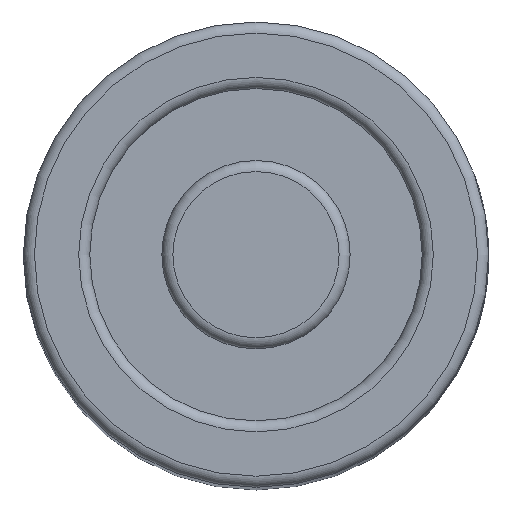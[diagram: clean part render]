
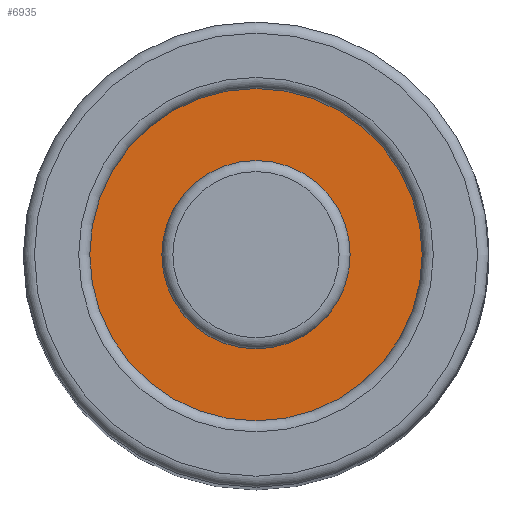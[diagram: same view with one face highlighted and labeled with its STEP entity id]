
A CAD part, top view. The second image highlights one B-rep face of the part: STEP entity #6935.
In plain terms, the highlighted planar face has unit normal (0, 0, 1).
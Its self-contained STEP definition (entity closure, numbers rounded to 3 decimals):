
#36=FACE_BOUND('',#1746,.T.);
#1344=FACE_OUTER_BOUND('',#1745,.T.);
#1745=EDGE_LOOP('',(#6486));
#1746=EDGE_LOOP('',(#6487,#6488));
#2583=CIRCLE('',#7138,7.5);
#2587=CIRCLE('',#7144,4.25);
#2588=CIRCLE('',#7145,4.25);
#3294=VERTEX_POINT('',#16362);
#3298=VERTEX_POINT('',#16372);
#3299=VERTEX_POINT('',#16374);
#4352=EDGE_CURVE('',#3294,#3294,#2583,.T.);
#4356=EDGE_CURVE('',#3298,#3299,#2587,.T.);
#4357=EDGE_CURVE('',#3299,#3298,#2588,.T.);
#6486=ORIENTED_EDGE('',*,*,#4352,.F.);
#6487=ORIENTED_EDGE('',*,*,#4357,.F.);
#6488=ORIENTED_EDGE('',*,*,#4356,.F.);
#6556=PLANE('',#7157);
#6935=ADVANCED_FACE('',(#1344,#36),#6556,.T.);
#7138=AXIS2_PLACEMENT_3D('',#16364,#7913,#7914);
#7144=AXIS2_PLACEMENT_3D('',#16375,#7925,#7926);
#7145=AXIS2_PLACEMENT_3D('',#16376,#7927,#7928);
#7157=AXIS2_PLACEMENT_3D('',#16392,#7952,#7953);
#7913=DIRECTION('center_axis',(0.,0.,-1.));
#7914=DIRECTION('ref_axis',(-1.,0.,0.));
#7925=DIRECTION('center_axis',(0.,0.,1.));
#7926=DIRECTION('ref_axis',(-1.,0.,0.));
#7927=DIRECTION('center_axis',(0.,0.,1.));
#7928=DIRECTION('ref_axis',(-1.,0.,0.));
#7952=DIRECTION('center_axis',(0.,0.,1.));
#7953=DIRECTION('ref_axis',(-1.,0.,0.));
#16362=CARTESIAN_POINT('',(7.5,0.,69.5));
#16364=CARTESIAN_POINT('Origin',(0.,0.,69.5));
#16372=CARTESIAN_POINT('',(-4.25,0.,69.5));
#16374=CARTESIAN_POINT('',(4.25,0.,69.5));
#16375=CARTESIAN_POINT('Origin',(0.,0.,69.5));
#16376=CARTESIAN_POINT('Origin',(0.,0.,69.5));
#16392=CARTESIAN_POINT('Origin',(0.,0.,69.5));
